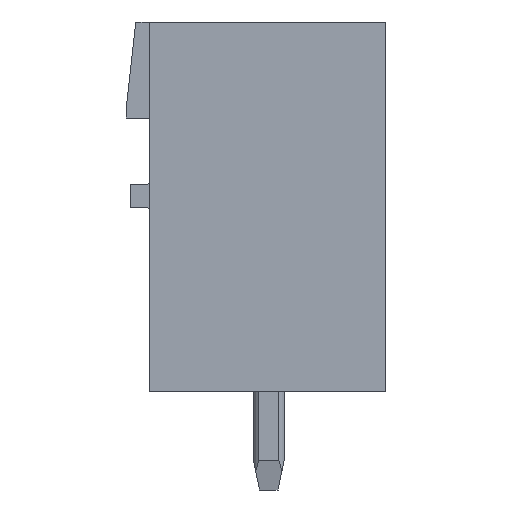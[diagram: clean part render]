
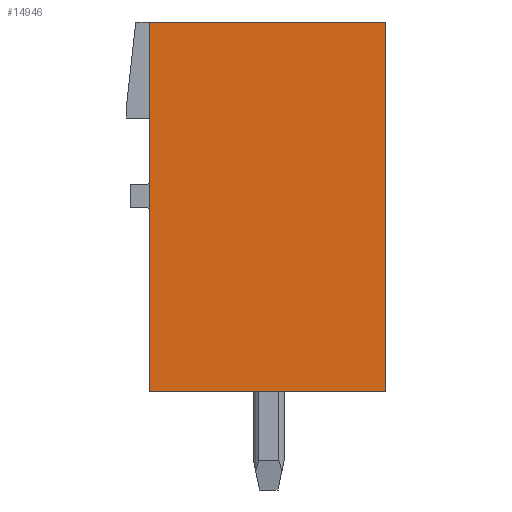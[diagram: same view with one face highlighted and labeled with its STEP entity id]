
A CAD part, left-side view. The second image highlights one B-rep face of the part: STEP entity #14946.
In plain terms, the highlighted planar face has unit normal (-1, 0, 0).
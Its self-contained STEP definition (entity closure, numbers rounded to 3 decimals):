
#14938=AXIS2_PLACEMENT_3D('Plane Axis2P3D',#14935,#14936,#14937) ;
#49=CARTESIAN_POINT('Vertex',(0.,0.,15.2)) ;
#52=CARTESIAN_POINT('Line Origine',(0.,0.,9.2)) ;
#56=CARTESIAN_POINT('Vertex',(0.,0.,3.2)) ;
#115=CARTESIAN_POINT('Vertex',(0.,7.68,15.2)) ;
#118=CARTESIAN_POINT('Line Origine',(0.,3.84,15.2)) ;
#3238=CARTESIAN_POINT('Vertex',(0.,7.68,3.2)) ;
#3241=CARTESIAN_POINT('Line Origine',(0.,7.68,9.2)) ;
#3563=CARTESIAN_POINT('Line Origine',(0.,3.84,3.2)) ;
#14935=CARTESIAN_POINT('Axis2P3D Location',(0.,0.,0.)) ;
#53=DIRECTION('Vector Direction',(0.,0.,-1.)) ;
#119=DIRECTION('Vector Direction',(0.,-1.,0.)) ;
#3242=DIRECTION('Vector Direction',(0.,0.,-1.)) ;
#3564=DIRECTION('Vector Direction',(0.,1.,0.)) ;
#14936=DIRECTION('Axis2P3D Direction',(-1.,0.,0.)) ;
#14937=DIRECTION('Axis2P3D XDirection',(0.,0.,1.)) ;
#54=VECTOR('Line Direction',#53,1.) ;
#120=VECTOR('Line Direction',#119,1.) ;
#3243=VECTOR('Line Direction',#3242,1.) ;
#3565=VECTOR('Line Direction',#3564,1.) ;
#14941=ORIENTED_EDGE('',*,*,#122,.T.) ;
#14942=ORIENTED_EDGE('',*,*,#3245,.T.) ;
#14943=ORIENTED_EDGE('',*,*,#3567,.T.) ;
#14944=ORIENTED_EDGE('',*,*,#58,.T.) ;
#14946=ADVANCED_FACE('HOUSING',(#14945),#14939,.T.) ;
#58=EDGE_CURVE('',#57,#50,#55,.F.) ;
#122=EDGE_CURVE('',#50,#116,#121,.F.) ;
#3245=EDGE_CURVE('',#116,#3239,#3244,.T.) ;
#3567=EDGE_CURVE('',#3239,#57,#3566,.F.) ;
#14940=EDGE_LOOP('',(#14941,#14942,#14943,#14944)) ;
#14945=FACE_OUTER_BOUND('',#14940,.T.) ;
#55=LINE('Line',#52,#54) ;
#121=LINE('Line',#118,#120) ;
#3244=LINE('Line',#3241,#3243) ;
#3566=LINE('Line',#3563,#3565) ;
#14939=PLANE('',#14938) ;
#50=VERTEX_POINT('',#49) ;
#57=VERTEX_POINT('',#56) ;
#116=VERTEX_POINT('',#115) ;
#3239=VERTEX_POINT('',#3238) ;
